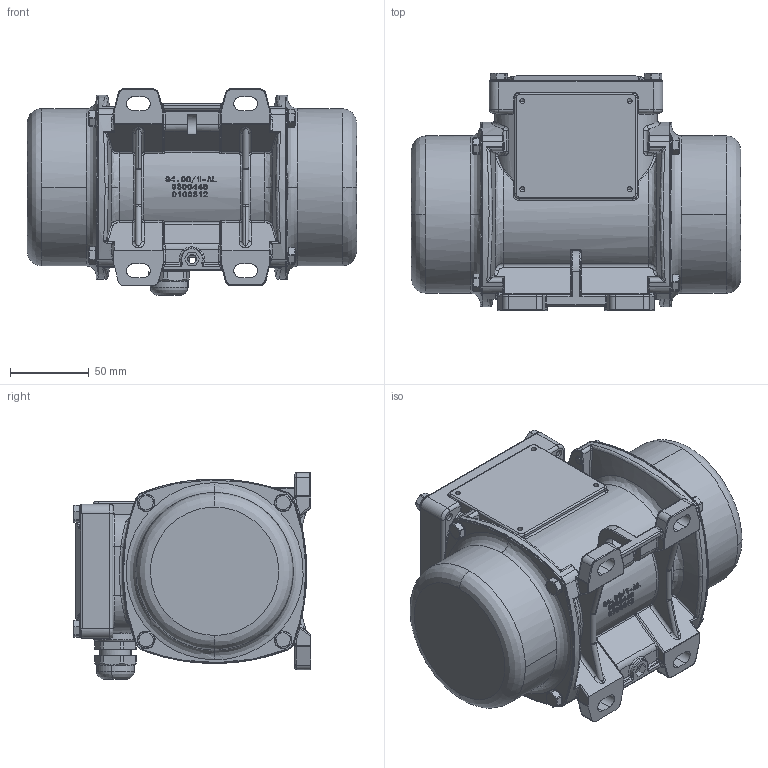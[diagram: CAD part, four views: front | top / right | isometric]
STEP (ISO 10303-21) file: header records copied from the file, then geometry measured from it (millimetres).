
FILE_DESCRIPTION (( 'STEP AP203' ), '1' );
FILE_NAME ('NES 50120 #03004000.STEP', '2019-01-15T10:13:33', ( '' ), ( '' ), 'SwSTEP 2.0', 'SolidWorks 2015', '' );
FILE_SCHEMA (( 'CONFIG_CONTROL_DESIGN' ));
Products named in the file (1): NES 50120 #03004000
Bounding box: 209 x 150.7 x 131 mm (x, y, z)
Volume: 544497.6 mm3; surface area: 289102.1 mm2
Topology: 5 solids, 10 shells, 4126 faces, 10912 edges, 6857 vertices
Faces by surface type: plane 2173, bspline 1069, cylinder 884
Entity records: 296740 total; most frequent: CARTESIAN_POINT 207953, ORIENTED_EDGE 21700, DIRECTION 12558, EDGE_CURVE 10850, VERTEX_POINT 6857, LINE 5512, VECTOR 5512, B_SPLINE_CURVE_WITH_KNOTS 4873
